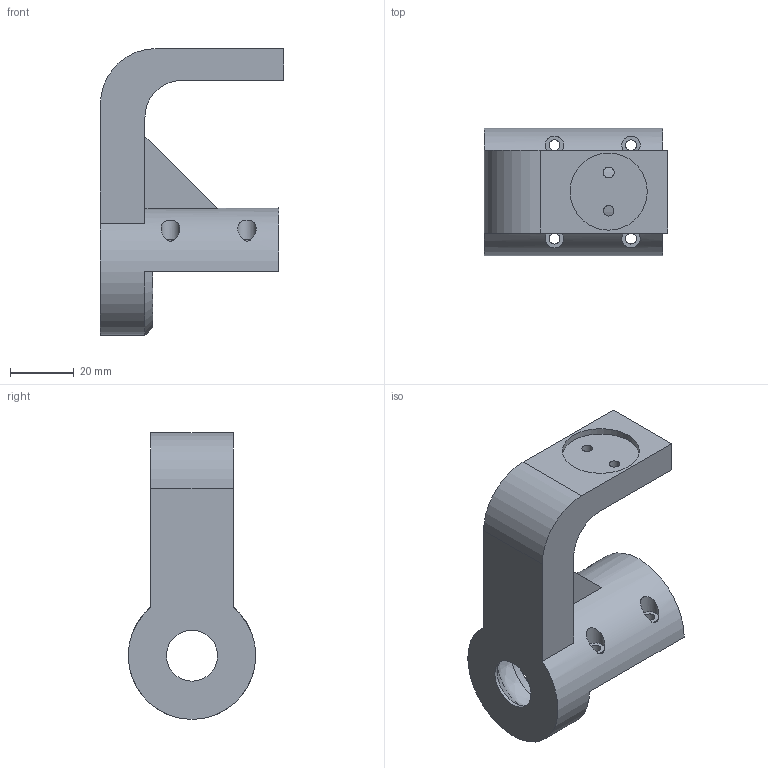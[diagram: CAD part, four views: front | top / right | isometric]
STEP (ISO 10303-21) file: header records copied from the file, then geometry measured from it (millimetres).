
FILE_DESCRIPTION(/* description */ (''),/* implementation_level */ '2;1');
FILE_NAME(/* name */ 'Motor_arm.step',/* time_stamp */ '2024-07-02T21:27:45+02:00',/* author */ (''),/* organization */ (''),/* preprocessor_version */ 'ST-DEVELOPER v20',/* originating_system */ 'Autodesk Translation Framework v13.14.0.145',/* authorisation */ '');
FILE_SCHEMA (('AUTOMOTIVE_DESIGN { 1 0 10303 214 3 1 1 }'));
Length unit declared in the file: millimetre
Products named in the file (1): 6x_motor_arm1
Bounding box: 57.5 x 40 x 90 mm (x, y, z)
Volume: 57875.8 mm3; surface area: 18139.6 mm2
Topology: 1 solids, 1 shells, 73 faces, 189 edges, 123 vertices
Faces by surface type: plane 42, cylinder 24, cone 3, bspline 2, torus 2
Full cylindrical faces by diameter (mm): 3.3 x1, 3.4 x5, 3.9 x1, 16 x1, 24.2 x1, 40 x1
Entity records: 2581 total; most frequent: CARTESIAN_POINT 721, ORIENTED_EDGE 378, DIRECTION 370, EDGE_CURVE 189, AXIS2_PLACEMENT_3D 133, VERTEX_POINT 123, LINE 104, VECTOR 104
